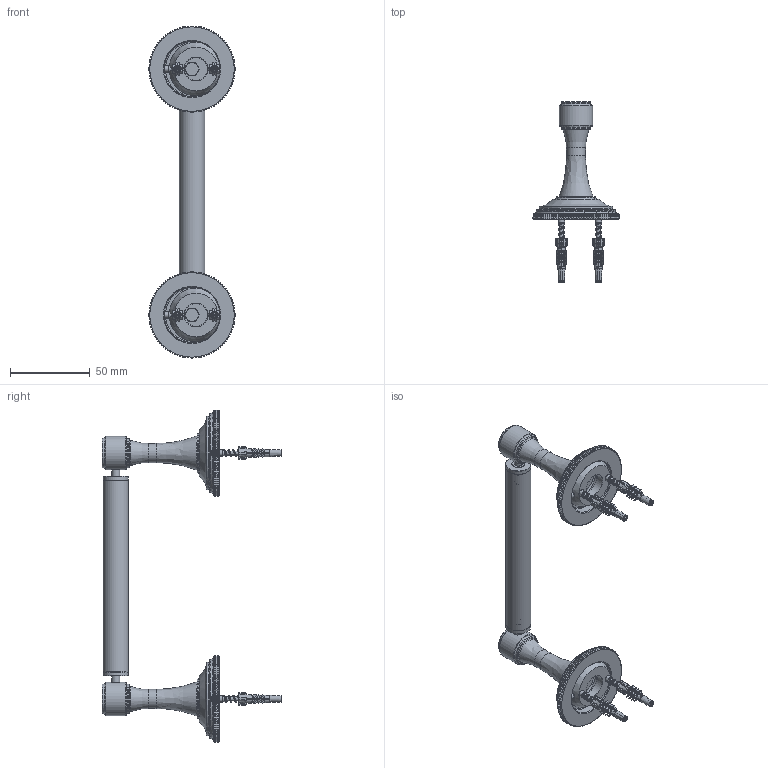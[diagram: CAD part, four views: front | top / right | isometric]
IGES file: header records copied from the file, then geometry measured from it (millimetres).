
Global section: file name: No Iges File Name specified; native system: Autodesk Inventor 2012; preprocessor: AutoDesk Inventor Iges Exporter R2012; author: mblakey; date: 20130319.091942; units: millimetre
Bounding box: 53.99 x 112.7 x 208.19 mm (x, y, z)
Volume: 68187.3 mm3; surface area: 51516 mm2
Topology: 26 solids, 26 shells, 2248 faces, 5626 edges, 3433 vertices
Faces by surface type: plane 1321, cone 439, cylinder 288, revolution 159, torus 32, bspline 9
Full cylindrical faces by diameter (mm): 3.2 x1, 3.92 x4, 4 x2, 4.8 x1, 5 x4, 6.4 x1, 6.88 x2, 7.94 x1, 8.2 x4, 11.5 x2, 12 x2, 13.5 x2, 14.37 x2, 14.5 x4, 15.875 x1, 15.9 x2, 18.6 x4, 21 x2, 25 x2, 46 x2, 50 x2
